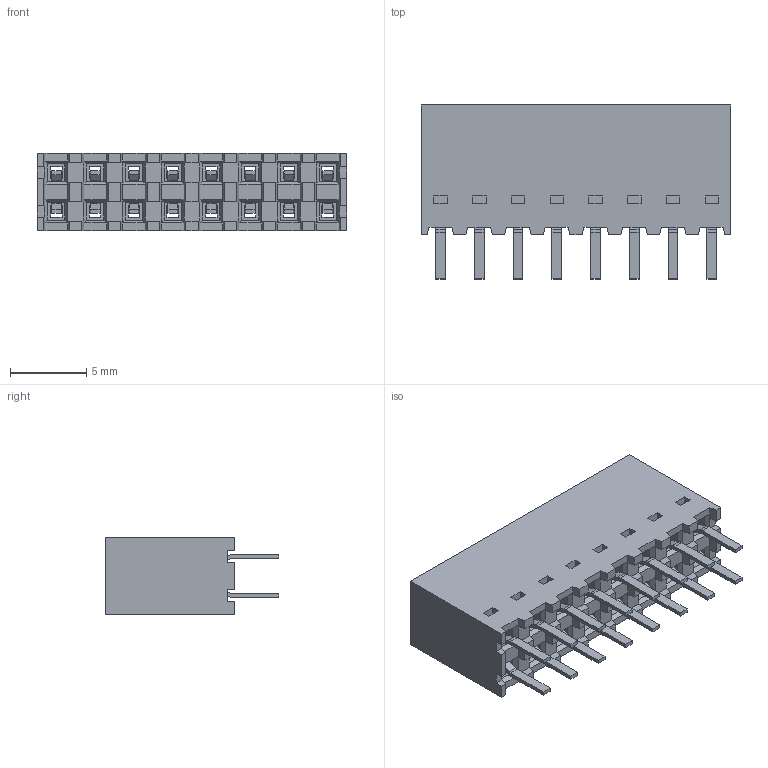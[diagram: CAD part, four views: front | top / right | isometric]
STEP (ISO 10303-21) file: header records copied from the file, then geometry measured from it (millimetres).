
FILE_DESCRIPTION((''),'2;1');
FILE_NAME('901512116','2014-04-11T',('me'),(''),'PRO/ENGINEER BY PARAMETRIC TECHNOLOGY CORPORATION, 2011490','PRO/ENGINEER BY PARAMETRIC TECHNOLOGY CORPORATION, 2011490','');
FILE_SCHEMA(('CONFIG_CONTROL_DESIGN'));
Length unit declared in the file: millimetre
Products named in the file (1): 901512116
Bounding box: 20.32 x 11.4 x 5.08 mm (x, y, z)
Volume: 675.2 mm3; surface area: 1347.9 mm2
Topology: 1 solids, 1 shells, 720 faces, 1890 edges, 1176 vertices
Faces by surface type: plane 656, cylinder 64
Entity records: 21613 total; most frequent: CARTESIAN_POINT 3755, ORIENTED_EDGE 3716, DIRECTION 3492, EDGE_CURVE 1858, VECTOR 1730, LINE 1730, VERTEX_POINT 1144, AXIS2_PLACEMENT_3D 881
